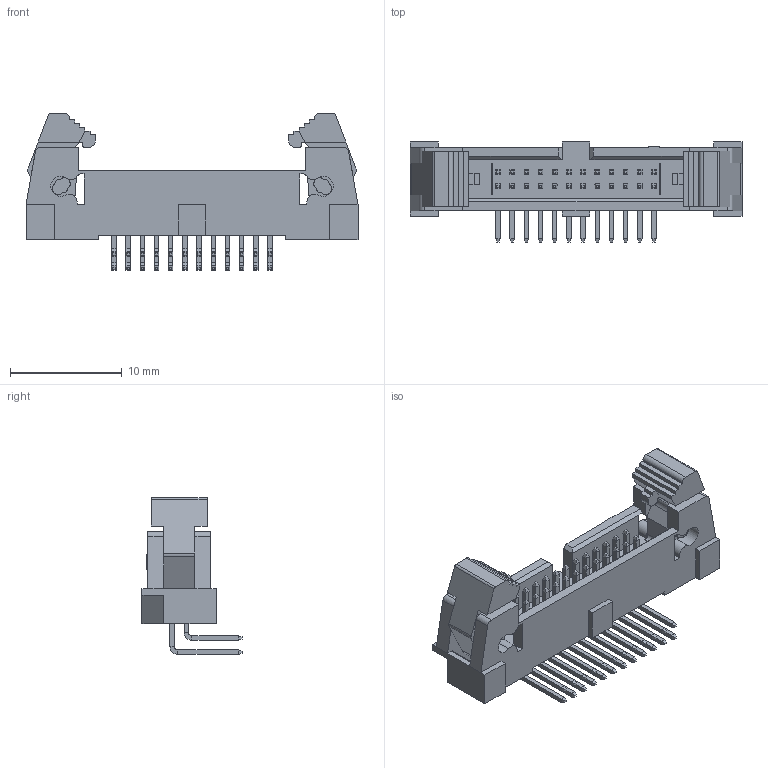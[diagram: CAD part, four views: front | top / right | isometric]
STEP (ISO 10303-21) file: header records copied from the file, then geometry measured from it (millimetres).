
FILE_DESCRIPTION( ('This file contains a STEP AP42 implementation' ,'as created by ZW3D STEP Interface translator.') ,'2;1' );
FILE_NAME( '3231-XXRXXBSX1.stp' ,'231124.171516', (''), ('ZWCAD Software Co.'), 'Version 1.0', 'ZW3D to STEP translator', '' );
FILE_SCHEMA(('AUTOMOTIVE_DESIGN { 1 0 10303 214 1 1 1 1 }'));
Length unit declared in the file: millimetre
Products named in the file (2): 0; 3231-24RXXBST1
Bounding box: 29.72 x 8.96 x 14.04 mm (x, y, z)
Volume: 907.2 mm3; surface area: 1805 mm2
Topology: 1 solids, 15 shells, 1154 faces, 2815 edges, 1711 vertices
Faces by surface type: plane 1042, cylinder 106, torus 4, bspline 2
Entity records: 34037 total; most frequent: CARTESIAN_POINT 5731, ORIENTED_EDGE 5630, DIRECTION 5377, EDGE_CURVE 2815, VECTOR 2551, LINE 2551, VERTEX_POINT 1711, AXIS2_PLACEMENT_3D 1413
